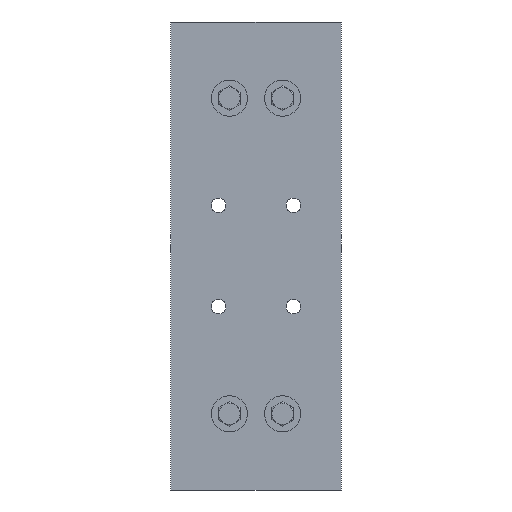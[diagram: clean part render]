
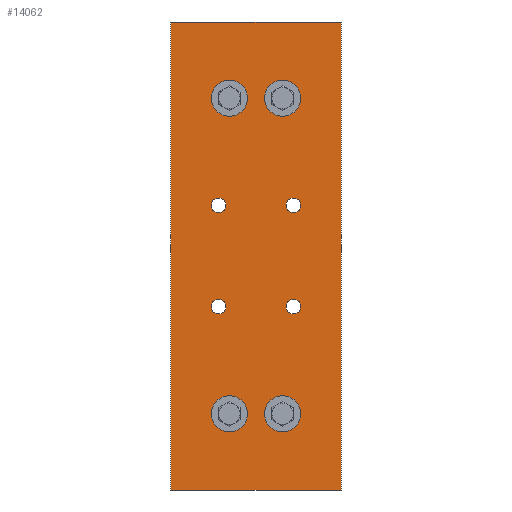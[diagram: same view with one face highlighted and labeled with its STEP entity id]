
A CAD part, front view. The second image highlights one B-rep face of the part: STEP entity #14062.
In plain terms, the highlighted planar face has unit normal (0, -1, 0).
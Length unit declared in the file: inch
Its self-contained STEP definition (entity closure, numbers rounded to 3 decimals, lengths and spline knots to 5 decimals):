
#90 = EDGE_LOOP ( 'NONE', ( #32641 ) ) ;
#938 = AXIS2_PLACEMENT_3D ( 'NONE', #21058, #5255, #23694 ) ;
#1163 = VERTEX_POINT ( 'NONE', #15348 ) ;
#1281 = CARTESIAN_POINT ( 'NONE',  ( -0.88, 0., 1.018 ) ) ;
#1562 = EDGE_CURVE ( 'NONE', #22766, #6127, #25565, .T. ) ;
#1777 = CIRCLE ( 'NONE', #6334, 0.425 ) ;
#2182 = DIRECTION ( 'NONE',  ( 0., 0., -1. ) ) ;
#2216 = DIRECTION ( 'NONE',  ( 0., 0., -1. ) ) ;
#2342 = EDGE_CURVE ( 'NONE', #12931, #12931, #9328, .T. ) ;
#2423 = VERTEX_POINT ( 'NONE', #26211 ) ;
#3567 = ORIENTED_EDGE ( 'NONE', *, *, #2342, .T. ) ;
#3717 = FACE_BOUND ( 'NONE', #14923, .T. ) ;
#3809 = EDGE_LOOP ( 'NONE', ( #30425 ) ) ;
#4088 = CIRCLE ( 'NONE', #938, 0.425 ) ;
#5253 = DIRECTION ( 'NONE',  ( 0., -1., 0. ) ) ;
#5255 = DIRECTION ( 'NONE',  ( 0., -1., 0. ) ) ;
#5425 = FACE_BOUND ( 'NONE', #15317, .T. ) ;
#5505 = EDGE_LOOP ( 'NONE', ( #24390, #25355, #17127, #33363 ) ) ;
#5694 = EDGE_LOOP ( 'NONE', ( #9661 ) ) ;
#5885 = VERTEX_POINT ( 'NONE', #19349 ) ;
#6127 = VERTEX_POINT ( 'NONE', #7955 ) ;
#6334 = AXIS2_PLACEMENT_3D ( 'NONE', #27680, #11891, #30342 ) ;
#6430 = CIRCLE ( 'NONE', #22471, 0.172 ) ;
#6645 = EDGE_CURVE ( 'NONE', #11659, #11659, #33016, .T. ) ;
#6977 = CARTESIAN_POINT ( 'NONE',  ( -0.625, 0., 3.285 ) ) ;
#7077 = ORIENTED_EDGE ( 'NONE', *, *, #6645, .T. ) ;
#7086 = CARTESIAN_POINT ( 'NONE',  ( 0.88, 0., 1.362 ) ) ;
#7140 = EDGE_LOOP ( 'NONE', ( #20757 ) ) ;
#7955 = CARTESIAN_POINT ( 'NONE',  ( -2., 0., 5.5 ) ) ;
#8148 = VECTOR ( 'NONE', #22229, 39.37008 ) ;
#8567 = CARTESIAN_POINT ( 'NONE',  ( -0.88, 0., 1.19 ) ) ;
#8586 = CARTESIAN_POINT ( 'NONE',  ( 2., 0., 5.5 ) ) ;
#8709 = VERTEX_POINT ( 'NONE', #7086 ) ;
#8880 = EDGE_LOOP ( 'NONE', ( #24976 ) ) ;
#8935 = LINE ( 'NONE', #19632, #8148 ) ;
#9328 = CIRCLE ( 'NONE', #28453, 0.172 ) ;
#9661 = ORIENTED_EDGE ( 'NONE', *, *, #11279, .F. ) ;
#9780 = CARTESIAN_POINT ( 'NONE',  ( 0.88, 0., 1.19 ) ) ;
#10627 = CIRCLE ( 'NONE', #28673, 0.425 ) ;
#10741 = DIRECTION ( 'NONE',  ( 0., 1., 0. ) ) ;
#10798 = FACE_BOUND ( 'NONE', #7140, .T. ) ;
#11246 = DIRECTION ( 'NONE',  ( 0., 1., 0. ) ) ;
#11279 = EDGE_CURVE ( 'NONE', #14171, #14171, #10627, .T. ) ;
#11308 = EDGE_LOOP ( 'NONE', ( #7077 ) ) ;
#11430 = DIRECTION ( 'NONE',  ( -1., 0., 0. ) ) ;
#11600 = FACE_BOUND ( 'NONE', #3809, .T. ) ;
#11659 = VERTEX_POINT ( 'NONE', #14941 ) ;
#11891 = DIRECTION ( 'NONE',  ( 0., -1., 0. ) ) ;
#12264 = LINE ( 'NONE', #27208, #32495 ) ;
#12435 = DIRECTION ( 'NONE',  ( 0., 0., 1. ) ) ;
#12508 = AXIS2_PLACEMENT_3D ( 'NONE', #21056, #5253, #23691 ) ;
#12860 = AXIS2_PLACEMENT_3D ( 'NONE', #26531, #10741, #29183 ) ;
#12877 = AXIS2_PLACEMENT_3D ( 'NONE', #15603, #34080, #18327 ) ;
#12931 = VERTEX_POINT ( 'NONE', #1281 ) ;
#13464 = AXIS2_PLACEMENT_3D ( 'NONE', #33838, #18058, #2182 ) ;
#14062 = ADVANCED_FACE ( 'NONE', ( #11600, #5425, #24772, #17783, #18659, #10798, #3717, #30993, #23964 ), #20837, .F. ) ;
#14171 = VERTEX_POINT ( 'NONE', #31345 ) ;
#14360 = EDGE_CURVE ( 'NONE', #22766, #28669, #30928, .T. ) ;
#14908 = EDGE_CURVE ( 'NONE', #6127, #25031, #8935, .T. ) ;
#14923 = EDGE_LOOP ( 'NONE', ( #3567 ) ) ;
#14941 = CARTESIAN_POINT ( 'NONE',  ( 0.88, 0., -1.362 ) ) ;
#15169 = CARTESIAN_POINT ( 'NONE',  ( 2., 0., -5.5 ) ) ;
#15317 = EDGE_LOOP ( 'NONE', ( #23169 ) ) ;
#15348 = CARTESIAN_POINT ( 'NONE',  ( 0.625, 0., 3.285 ) ) ;
#15603 = CARTESIAN_POINT ( 'NONE',  ( 2., 0., 5.5 ) ) ;
#16297 = DIRECTION ( 'NONE',  ( -1., 0., 0. ) ) ;
#16629 = CIRCLE ( 'NONE', #12508, 0.425 ) ;
#16867 = VECTOR ( 'NONE', #30605, 39.37008 ) ;
#17127 = ORIENTED_EDGE ( 'NONE', *, *, #14360, .F. ) ;
#17783 = FACE_BOUND ( 'NONE', #8880, .T. ) ;
#18058 = DIRECTION ( 'NONE',  ( 0., 1., 0. ) ) ;
#18102 = DIRECTION ( 'NONE',  ( 0., -1., 0. ) ) ;
#18327 = DIRECTION ( 'NONE',  ( 0., 0., 1. ) ) ;
#18619 = VECTOR ( 'NONE', #16297, 39.37008 ) ;
#18659 = FACE_BOUND ( 'NONE', #11308, .T. ) ;
#19349 = CARTESIAN_POINT ( 'NONE',  ( -0.625, 0., -4.135 ) ) ;
#19632 = CARTESIAN_POINT ( 'NONE',  ( -2., 0., 5.5 ) ) ;
#20701 = EDGE_CURVE ( 'NONE', #5885, #5885, #16629, .T. ) ;
#20757 = ORIENTED_EDGE ( 'NONE', *, *, #34126, .T. ) ;
#20837 = PLANE ( 'NONE',  #12877 ) ;
#21056 = CARTESIAN_POINT ( 'NONE',  ( -0.625, 0., -3.71 ) ) ;
#21058 = CARTESIAN_POINT ( 'NONE',  ( -0.625, 0., 3.71 ) ) ;
#22229 = DIRECTION ( 'NONE',  ( 0., 0., -1. ) ) ;
#22471 = AXIS2_PLACEMENT_3D ( 'NONE', #9780, #28220, #12435 ) ;
#22766 = VERTEX_POINT ( 'NONE', #25590 ) ;
#23169 = ORIENTED_EDGE ( 'NONE', *, *, #31602, .F. ) ;
#23691 = DIRECTION ( 'NONE',  ( 0., 0., -1. ) ) ;
#23694 = DIRECTION ( 'NONE',  ( 0., 0., -1. ) ) ;
#23964 = FACE_OUTER_BOUND ( 'NONE', #5505, .T. ) ;
#24023 = CARTESIAN_POINT ( 'NONE',  ( -2., 0., -5.5 ) ) ;
#24390 = ORIENTED_EDGE ( 'NONE', *, *, #14908, .T. ) ;
#24772 = FACE_BOUND ( 'NONE', #5694, .T. ) ;
#24976 = ORIENTED_EDGE ( 'NONE', *, *, #20701, .F. ) ;
#25031 = VERTEX_POINT ( 'NONE', #24023 ) ;
#25352 = CIRCLE ( 'NONE', #12860, 0.172 ) ;
#25355 = ORIENTED_EDGE ( 'NONE', *, *, #28306, .F. ) ;
#25565 = LINE ( 'NONE', #8586, #18619 ) ;
#25590 = CARTESIAN_POINT ( 'NONE',  ( 2., 0., 5.5 ) ) ;
#26211 = CARTESIAN_POINT ( 'NONE',  ( -0.88, 0., -1.018 ) ) ;
#26531 = CARTESIAN_POINT ( 'NONE',  ( -0.88, 0., -1.19 ) ) ;
#27208 = CARTESIAN_POINT ( 'NONE',  ( 2., 0., -5.5 ) ) ;
#27680 = CARTESIAN_POINT ( 'NONE',  ( 0.625, 0., 3.71 ) ) ;
#27697 = EDGE_CURVE ( 'NONE', #31428, #31428, #4088, .T. ) ;
#27929 = CARTESIAN_POINT ( 'NONE',  ( 2., 0., 5.5 ) ) ;
#28220 = DIRECTION ( 'NONE',  ( 0., 1., 0. ) ) ;
#28306 = EDGE_CURVE ( 'NONE', #28669, #25031, #12264, .T. ) ;
#28453 = AXIS2_PLACEMENT_3D ( 'NONE', #8567, #11246, #29653 ) ;
#28617 = EDGE_CURVE ( 'NONE', #8709, #8709, #6430, .T. ) ;
#28669 = VERTEX_POINT ( 'NONE', #15169 ) ;
#28673 = AXIS2_PLACEMENT_3D ( 'NONE', #33875, #18102, #2216 ) ;
#29183 = DIRECTION ( 'NONE',  ( 0., 0., 1. ) ) ;
#29653 = DIRECTION ( 'NONE',  ( 0., 0., -1. ) ) ;
#30342 = DIRECTION ( 'NONE',  ( 0., 0., -1. ) ) ;
#30425 = ORIENTED_EDGE ( 'NONE', *, *, #27697, .F. ) ;
#30605 = DIRECTION ( 'NONE',  ( 0., 0., -1. ) ) ;
#30928 = LINE ( 'NONE', #27929, #16867 ) ;
#30993 = FACE_BOUND ( 'NONE', #90, .T. ) ;
#31345 = CARTESIAN_POINT ( 'NONE',  ( 0.625, 0., -4.135 ) ) ;
#31428 = VERTEX_POINT ( 'NONE', #6977 ) ;
#31602 = EDGE_CURVE ( 'NONE', #1163, #1163, #1777, .T. ) ;
#32495 = VECTOR ( 'NONE', #11430, 39.37008 ) ;
#32641 = ORIENTED_EDGE ( 'NONE', *, *, #28617, .T. ) ;
#33016 = CIRCLE ( 'NONE', #13464, 0.172 ) ;
#33363 = ORIENTED_EDGE ( 'NONE', *, *, #1562, .T. ) ;
#33838 = CARTESIAN_POINT ( 'NONE',  ( 0.88, 0., -1.19 ) ) ;
#33875 = CARTESIAN_POINT ( 'NONE',  ( 0.625, 0., -3.71 ) ) ;
#34080 = DIRECTION ( 'NONE',  ( 0., 1., 0. ) ) ;
#34126 = EDGE_CURVE ( 'NONE', #2423, #2423, #25352, .T. ) ;
